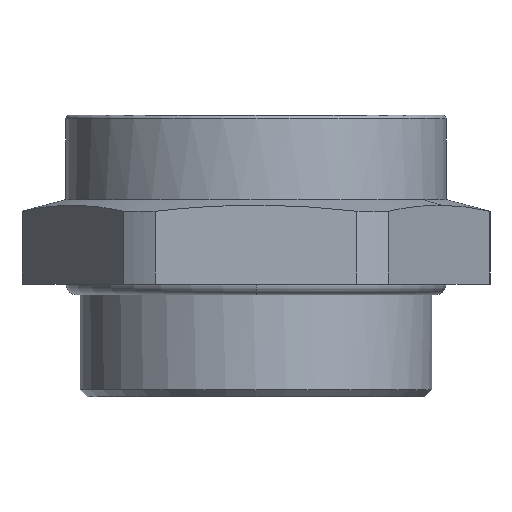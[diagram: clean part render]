
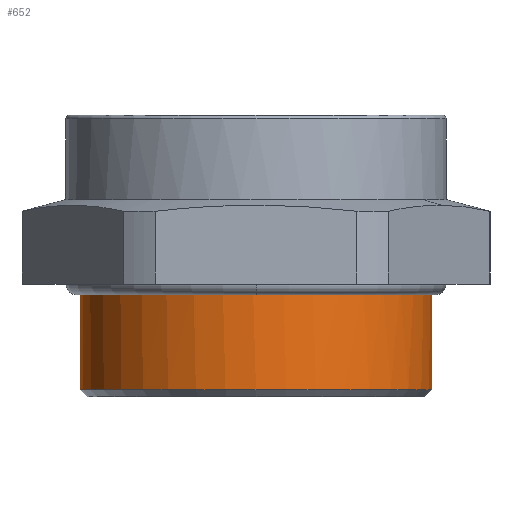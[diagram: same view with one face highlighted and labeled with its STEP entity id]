
A CAD part, left-side view. The second image highlights one B-rep face of the part: STEP entity #652.
In plain terms, the highlighted cylindrical face has radius 25 mm (diameter 50 mm), a partial arc.
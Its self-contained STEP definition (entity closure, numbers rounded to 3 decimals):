
#583=AXIS2_PLACEMENT_3D('Cylinder Axis2P3D',#580,#581,#582) ;
#630=AXIS2_PLACEMENT_3D('Circle Axis2P3D',#628,#629,$) ;
#637=AXIS2_PLACEMENT_3D('Circle Axis2P3D',#635,#636,$) ;
#642=AXIS2_PLACEMENT_3D('Circle Axis2P3D',#640,#641,$) ;
#580=CARTESIAN_POINT('Axis2P3D Location',(30.,33.25,8.)) ;
#585=CARTESIAN_POINT('Line Origine',(30.,58.25,8.)) ;
#589=CARTESIAN_POINT('Vertex',(30.,58.25,1.)) ;
#591=CARTESIAN_POINT('Vertex',(30.,58.25,16.)) ;
#605=CARTESIAN_POINT('Vertex',(30.,8.25,16.)) ;
#608=CARTESIAN_POINT('Line Origine',(30.,8.25,8.)) ;
#612=CARTESIAN_POINT('Vertex',(30.,8.25,1.)) ;
#628=CARTESIAN_POINT('Axis2P3D Location',(30.,33.25,16.)) ;
#632=CARTESIAN_POINT('Vertex',(8.06,21.264,16.)) ;
#635=CARTESIAN_POINT('Axis2P3D Location',(30.,33.25,16.)) ;
#640=CARTESIAN_POINT('Axis2P3D Location',(30.,33.25,1.)) ;
#581=DIRECTION('Axis2P3D Direction',(0.,0.,-1.)) ;
#582=DIRECTION('Axis2P3D XDirection',(0.,1.,0.)) ;
#586=DIRECTION('Vector Direction',(0.,0.,-1.)) ;
#609=DIRECTION('Vector Direction',(0.,0.,-1.)) ;
#629=DIRECTION('Axis2P3D Direction',(0.,0.,-1.)) ;
#636=DIRECTION('Axis2P3D Direction',(0.,0.,-1.)) ;
#641=DIRECTION('Axis2P3D Direction',(0.,0.,-1.)) ;
#587=VECTOR('Line Direction',#586,1.) ;
#610=VECTOR('Line Direction',#609,1.) ;
#646=ORIENTED_EDGE('',*,*,#614,.T.) ;
#647=ORIENTED_EDGE('',*,*,#634,.F.) ;
#648=ORIENTED_EDGE('',*,*,#639,.T.) ;
#649=ORIENTED_EDGE('',*,*,#593,.F.) ;
#650=ORIENTED_EDGE('',*,*,#644,.F.) ;
#652=ADVANCED_FACE('Adapter_M50-NPT1-1/2.1\\Koerper.2',(#651),#584,.T.) ;
#631=CIRCLE('generated circle',#630,25.) ;
#638=CIRCLE('generated circle',#637,25.) ;
#643=CIRCLE('generated circle',#642,25.) ;
#584=CYLINDRICAL_SURFACE('generated cylinder',#583,25.) ;
#593=EDGE_CURVE('',#590,#592,#588,.F.) ;
#614=EDGE_CURVE('',#613,#606,#611,.F.) ;
#634=EDGE_CURVE('',#633,#606,#631,.F.) ;
#639=EDGE_CURVE('',#633,#592,#638,.T.) ;
#644=EDGE_CURVE('',#613,#590,#643,.T.) ;
#645=EDGE_LOOP('',(#646,#647,#648,#649,#650)) ;
#651=FACE_OUTER_BOUND('',#645,.T.) ;
#588=LINE('Line',#585,#587) ;
#611=LINE('Line',#608,#610) ;
#590=VERTEX_POINT('',#589) ;
#592=VERTEX_POINT('',#591) ;
#606=VERTEX_POINT('',#605) ;
#613=VERTEX_POINT('',#612) ;
#633=VERTEX_POINT('',#632) ;
